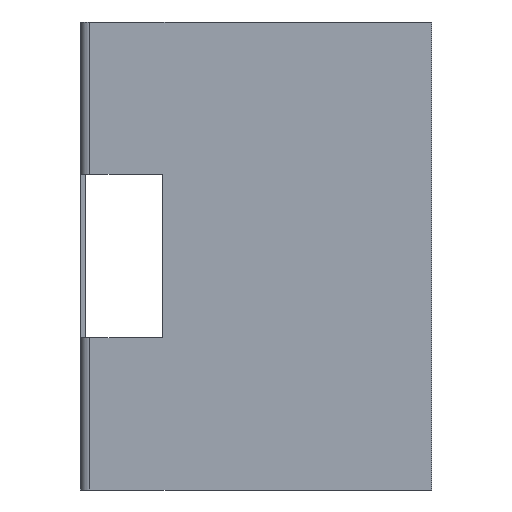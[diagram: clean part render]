
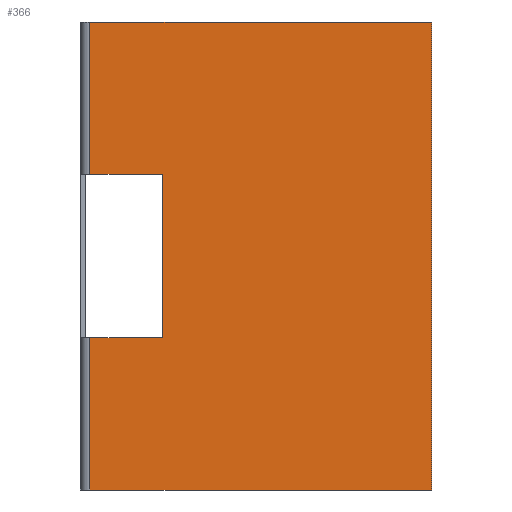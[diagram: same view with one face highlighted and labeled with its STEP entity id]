
A CAD part, front view. The second image highlights one B-rep face of the part: STEP entity #366.
In plain terms, the highlighted planar face has unit normal (0, -1, 0).
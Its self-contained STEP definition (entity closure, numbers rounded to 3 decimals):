
#26=FACE_OUTER_BOUND('',#46,.T.);
#46=EDGE_LOOP('',(#279,#280,#281,#282,#283,#284,#285,#286));
#69=LINE('',#531,#113);
#78=LINE('',#552,#122);
#82=LINE('',#563,#126);
#90=LINE('',#584,#134);
#91=LINE('',#586,#135);
#92=LINE('',#588,#136);
#93=LINE('',#590,#137);
#94=LINE('',#591,#138);
#113=VECTOR('',#427,10.);
#122=VECTOR('',#444,10.);
#126=VECTOR('',#454,10.);
#134=VECTOR('',#474,10.);
#135=VECTOR('',#475,10.);
#136=VECTOR('',#476,10.);
#137=VECTOR('',#477,10.);
#138=VECTOR('',#478,10.);
#157=VERTEX_POINT('',#528);
#158=VERTEX_POINT('',#530);
#166=VERTEX_POINT('',#550);
#170=VERTEX_POINT('',#561);
#177=VERTEX_POINT('',#583);
#178=VERTEX_POINT('',#585);
#179=VERTEX_POINT('',#587);
#180=VERTEX_POINT('',#589);
#189=EDGE_CURVE('',#158,#157,#69,.T.);
#200=EDGE_CURVE('',#157,#166,#78,.T.);
#206=EDGE_CURVE('',#166,#170,#82,.T.);
#216=EDGE_CURVE('',#170,#177,#90,.T.);
#217=EDGE_CURVE('',#177,#178,#91,.T.);
#218=EDGE_CURVE('',#178,#179,#92,.T.);
#219=EDGE_CURVE('',#179,#180,#93,.T.);
#220=EDGE_CURVE('',#180,#158,#94,.T.);
#279=ORIENTED_EDGE('',*,*,#189,.T.);
#280=ORIENTED_EDGE('',*,*,#200,.T.);
#281=ORIENTED_EDGE('',*,*,#206,.T.);
#282=ORIENTED_EDGE('',*,*,#216,.T.);
#283=ORIENTED_EDGE('',*,*,#217,.T.);
#284=ORIENTED_EDGE('',*,*,#218,.T.);
#285=ORIENTED_EDGE('',*,*,#219,.T.);
#286=ORIENTED_EDGE('',*,*,#220,.T.);
#348=PLANE('',#406);
#366=ADVANCED_FACE('',(#26),#348,.F.);
#406=AXIS2_PLACEMENT_3D('',#582,#472,#473);
#427=DIRECTION('',(1.,0.,0.));
#444=DIRECTION('',(0.,0.,-1.));
#454=DIRECTION('',(-1.,0.,0.));
#472=DIRECTION('center_axis',(0.,1.,0.));
#473=DIRECTION('ref_axis',(1.,0.,0.));
#474=DIRECTION('',(0.,0.,-1.));
#475=DIRECTION('',(1.,0.,0.));
#476=DIRECTION('',(0.,0.,1.));
#477=DIRECTION('',(-1.,0.,0.));
#478=DIRECTION('',(0.,0.,-1.));
#528=CARTESIAN_POINT('',(-40.,0.,35.));
#530=CARTESIAN_POINT('',(-71.,0.,35.));
#531=CARTESIAN_POINT('',(0.,0.,35.));
#550=CARTESIAN_POINT('',(-40.,0.,-35.));
#552=CARTESIAN_POINT('',(-40.,0.,0.));
#561=CARTESIAN_POINT('',(-71.,0.,-35.));
#563=CARTESIAN_POINT('',(0.,0.,-35.));
#582=CARTESIAN_POINT('Origin',(0.,0.,0.));
#583=CARTESIAN_POINT('',(-71.,0.,-100.));
#584=CARTESIAN_POINT('',(-71.,0.,50.));
#585=CARTESIAN_POINT('',(75.,0.,-100.));
#586=CARTESIAN_POINT('',(-75.,0.,-100.));
#587=CARTESIAN_POINT('',(75.,0.,100.));
#588=CARTESIAN_POINT('',(75.,0.,-100.));
#589=CARTESIAN_POINT('',(-71.,0.,100.));
#590=CARTESIAN_POINT('',(75.,0.,100.));
#591=CARTESIAN_POINT('',(-71.,0.,50.));
